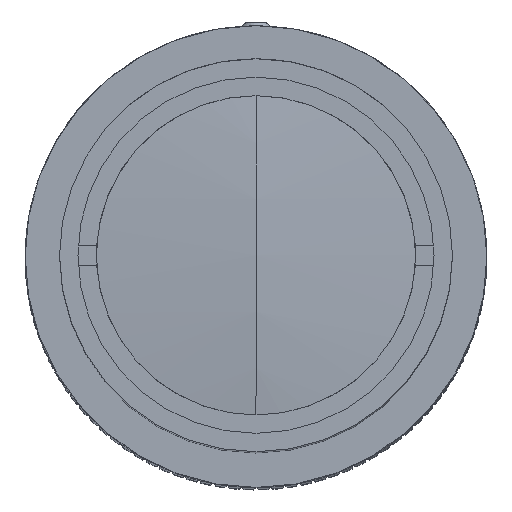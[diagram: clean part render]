
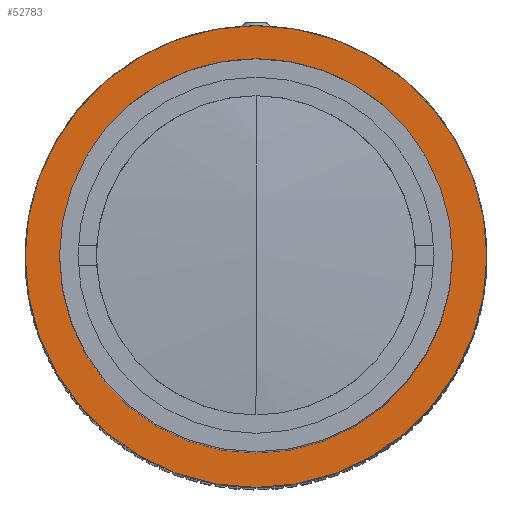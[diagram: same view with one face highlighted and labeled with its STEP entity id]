
A CAD part, top view. The second image highlights one B-rep face of the part: STEP entity #52783.
In plain terms, the highlighted planar face has unit normal (0, 0, 1).
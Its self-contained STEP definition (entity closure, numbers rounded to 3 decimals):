
#7349 = EDGE_CURVE ( 'NONE', #24870, #54844, #82943, .T. ) ;
#8232 = DIRECTION ( 'NONE',  ( 1., 0., 0. ) ) ;
#8524 = CARTESIAN_POINT ( 'NONE',  ( 0., 0., -22. ) ) ;
#10086 = VERTEX_POINT ( 'NONE', #57280 ) ;
#13778 = DIRECTION ( 'NONE',  ( 1., 0., 0. ) ) ;
#13909 = DIRECTION ( 'NONE',  ( 0., 0., 1. ) ) ;
#15135 = DIRECTION ( 'NONE',  ( 1., 0., 0. ) ) ;
#18805 = DIRECTION ( 'NONE',  ( 0., 0., -1. ) ) ;
#19915 = AXIS2_PLACEMENT_3D ( 'NONE', #74950, #68362, #8232 ) ;
#20373 = DIRECTION ( 'NONE',  ( 0., 0., 1. ) ) ;
#23484 = EDGE_CURVE ( 'NONE', #54844, #24870, #49536, .T. ) ;
#24370 = CARTESIAN_POINT ( 'NONE',  ( 23.5, 0., -22. ) ) ;
#24870 = VERTEX_POINT ( 'NONE', #39413 ) ;
#29465 = AXIS2_PLACEMENT_3D ( 'NONE', #86343, #18805, #85465 ) ;
#29658 = CARTESIAN_POINT ( 'NONE',  ( -20., 0., -22. ) ) ;
#31483 = EDGE_LOOP ( 'NONE', ( #60057, #80998 ) ) ;
#31970 = FACE_OUTER_BOUND ( 'NONE', #31483, .T. ) ;
#32710 = AXIS2_PLACEMENT_3D ( 'NONE', #74010, #13909, #59998 ) ;
#33487 = EDGE_CURVE ( 'NONE', #10086, #50035, #83396, .T. ) ;
#35044 = CIRCLE ( 'NONE', #43449, 20. ) ;
#39413 = CARTESIAN_POINT ( 'NONE',  ( -23.5, 0., -22. ) ) ;
#43449 = AXIS2_PLACEMENT_3D ( 'NONE', #82173, #20373, #13778 ) ;
#48881 = EDGE_CURVE ( 'NONE', #50035, #10086, #35044, .T. ) ;
#49536 = CIRCLE ( 'NONE', #32710, 23.5 ) ;
#50035 = VERTEX_POINT ( 'NONE', #29658 ) ;
#52783 = ADVANCED_FACE ( 'NONE', ( #66180, #31970 ), #65733, .F. ) ;
#53414 = ORIENTED_EDGE ( 'NONE', *, *, #48881, .F. ) ;
#54844 = VERTEX_POINT ( 'NONE', #24370 ) ;
#57280 = CARTESIAN_POINT ( 'NONE',  ( 20., 0., -22. ) ) ;
#59998 = DIRECTION ( 'NONE',  ( 1., 0., 0. ) ) ;
#60057 = ORIENTED_EDGE ( 'NONE', *, *, #23484, .T. ) ;
#64611 = ORIENTED_EDGE ( 'NONE', *, *, #33487, .F. ) ;
#65733 = PLANE ( 'NONE',  #29465 ) ;
#66180 = FACE_BOUND ( 'NONE', #66565, .T. ) ;
#66565 = EDGE_LOOP ( 'NONE', ( #64611, #53414 ) ) ;
#68362 = DIRECTION ( 'NONE',  ( 0., 0., 1. ) ) ;
#74010 = CARTESIAN_POINT ( 'NONE',  ( 0., 0., -22. ) ) ;
#74950 = CARTESIAN_POINT ( 'NONE',  ( 0., 0., -22. ) ) ;
#80590 = AXIS2_PLACEMENT_3D ( 'NONE', #8524, #82243, #15135 ) ;
#80998 = ORIENTED_EDGE ( 'NONE', *, *, #7349, .T. ) ;
#82173 = CARTESIAN_POINT ( 'NONE',  ( 0., 0., -22. ) ) ;
#82243 = DIRECTION ( 'NONE',  ( 0., 0., 1. ) ) ;
#82943 = CIRCLE ( 'NONE', #19915, 23.5 ) ;
#83396 = CIRCLE ( 'NONE', #80590, 20. ) ;
#85465 = DIRECTION ( 'NONE',  ( -1., 0., 0. ) ) ;
#86343 = CARTESIAN_POINT ( 'NONE',  ( 0., 20., -22. ) ) ;
